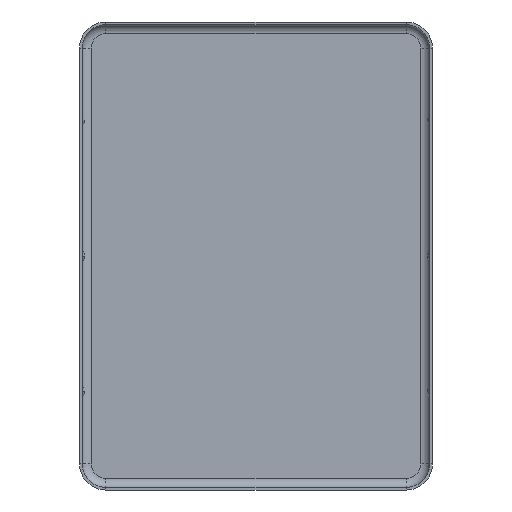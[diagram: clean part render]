
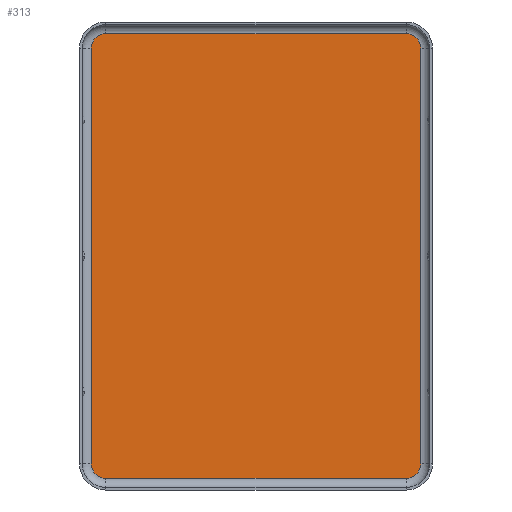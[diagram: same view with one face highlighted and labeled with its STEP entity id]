
A CAD part, front view. The second image highlights one B-rep face of the part: STEP entity #313.
In plain terms, the highlighted planar face has unit normal (0, -1, 0).
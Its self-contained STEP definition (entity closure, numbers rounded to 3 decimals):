
#15 = AXIS2_PLACEMENT_3D ( 'NONE', #1537, #1533, #1828 ) ;
#34 = LINE ( 'NONE', #957, #535 ) ;
#41 = EDGE_CURVE ( 'NONE', #367, #1167, #1299, .T. ) ;
#118 = CARTESIAN_POINT ( 'NONE',  ( -16.6, 0., 24.55 ) ) ;
#130 = CARTESIAN_POINT ( 'NONE',  ( 18.2, 0., 22.95 ) ) ;
#216 = AXIS2_PLACEMENT_3D ( 'NONE', #1023, #461, #469 ) ;
#297 = VERTEX_POINT ( 'NONE', #1355 ) ;
#313 = ADVANCED_FACE ( 'NONE', ( #618 ), #1661, .T. ) ;
#316 = CARTESIAN_POINT ( 'NONE',  ( 16.6, 0., -22.95 ) ) ;
#362 = VERTEX_POINT ( 'NONE', #118 ) ;
#367 = VERTEX_POINT ( 'NONE', #1525 ) ;
#404 = EDGE_LOOP ( 'NONE', ( #636, #634, #1089, #1309, #1071, #607, #1767, #906 ) ) ;
#409 = AXIS2_PLACEMENT_3D ( 'NONE', #316, #880, #1301 ) ;
#427 = CARTESIAN_POINT ( 'NONE',  ( -18.2, 0., -22.95 ) ) ;
#461 = DIRECTION ( 'NONE',  ( 0., 1., 0. ) ) ;
#469 = DIRECTION ( 'NONE',  ( 0., 0., -1. ) ) ;
#490 = VECTOR ( 'NONE', #1666, 1000. ) ;
#501 = AXIS2_PLACEMENT_3D ( 'NONE', #1765, #1772, #1318 ) ;
#505 = CARTESIAN_POINT ( 'NONE',  ( 18.2, 0., 0. ) ) ;
#535 = VECTOR ( 'NONE', #952, 1000. ) ;
#579 = LINE ( 'NONE', #669, #490 ) ;
#607 = ORIENTED_EDGE ( 'NONE', *, *, #1491, .F. ) ;
#618 = FACE_OUTER_BOUND ( 'NONE', #404, .T. ) ;
#634 = ORIENTED_EDGE ( 'NONE', *, *, #41, .F. ) ;
#636 = ORIENTED_EDGE ( 'NONE', *, *, #1306, .F. ) ;
#669 = CARTESIAN_POINT ( 'NONE',  ( 16.6, 0., 24.55 ) ) ;
#729 = AXIS2_PLACEMENT_3D ( 'NONE', #1064, #1621, #1646 ) ;
#741 = EDGE_CURVE ( 'NONE', #1776, #367, #920, .T. ) ;
#807 = EDGE_CURVE ( 'NONE', #1776, #1632, #1596, .T. ) ;
#865 = VERTEX_POINT ( 'NONE', #1376 ) ;
#880 = DIRECTION ( 'NONE',  ( 0., 1., 0. ) ) ;
#906 = ORIENTED_EDGE ( 'NONE', *, *, #1541, .T. ) ;
#913 = EDGE_CURVE ( 'NONE', #1632, #362, #579, .T. ) ;
#920 = LINE ( 'NONE', #505, #1437 ) ;
#950 = VECTOR ( 'NONE', #1649, 1000. ) ;
#952 = DIRECTION ( 'NONE',  ( -1., 0., 0. ) ) ;
#957 = CARTESIAN_POINT ( 'NONE',  ( 16.6, 0., -24.55 ) ) ;
#1023 = CARTESIAN_POINT ( 'NONE',  ( -16.6, 0., 22.95 ) ) ;
#1064 = CARTESIAN_POINT ( 'NONE',  ( 16.6, 0., 22.95 ) ) ;
#1067 = DIRECTION ( 'NONE',  ( 0., 0., -1. ) ) ;
#1071 = ORIENTED_EDGE ( 'NONE', *, *, #913, .T. ) ;
#1082 = CARTESIAN_POINT ( 'NONE',  ( -18.2, 0., 0. ) ) ;
#1089 = ORIENTED_EDGE ( 'NONE', *, *, #741, .F. ) ;
#1167 = VERTEX_POINT ( 'NONE', #1584 ) ;
#1208 = CIRCLE ( 'NONE', #216, 1.6 ) ;
#1292 = CIRCLE ( 'NONE', #501, 1.6 ) ;
#1299 = CIRCLE ( 'NONE', #409, 1.6 ) ;
#1301 = DIRECTION ( 'NONE',  ( 0., 0., 1. ) ) ;
#1306 = EDGE_CURVE ( 'NONE', #1167, #865, #34, .T. ) ;
#1309 = ORIENTED_EDGE ( 'NONE', *, *, #807, .T. ) ;
#1318 = DIRECTION ( 'NONE',  ( 0., 0., 1. ) ) ;
#1355 = CARTESIAN_POINT ( 'NONE',  ( -18.2, 0., 22.95 ) ) ;
#1359 = CARTESIAN_POINT ( 'NONE',  ( 16.6, 0., 24.55 ) ) ;
#1376 = CARTESIAN_POINT ( 'NONE',  ( -16.6, 0., -24.55 ) ) ;
#1437 = VECTOR ( 'NONE', #1067, 1000. ) ;
#1491 = EDGE_CURVE ( 'NONE', #297, #362, #1208, .T. ) ;
#1525 = CARTESIAN_POINT ( 'NONE',  ( 18.2, 0., -22.95 ) ) ;
#1533 = DIRECTION ( 'NONE',  ( 0., -1., 0. ) ) ;
#1537 = CARTESIAN_POINT ( 'NONE',  ( 16.6, 0., -22.95 ) ) ;
#1541 = EDGE_CURVE ( 'NONE', #1741, #865, #1292, .T. ) ;
#1584 = CARTESIAN_POINT ( 'NONE',  ( 16.6, 0., -24.55 ) ) ;
#1596 = CIRCLE ( 'NONE', #729, 1.6 ) ;
#1621 = DIRECTION ( 'NONE',  ( 0., -1., 0. ) ) ;
#1632 = VERTEX_POINT ( 'NONE', #1359 ) ;
#1646 = DIRECTION ( 'NONE',  ( 0., 0., -1. ) ) ;
#1649 = DIRECTION ( 'NONE',  ( 0., 0., -1. ) ) ;
#1661 = PLANE ( 'NONE',  #15 ) ;
#1666 = DIRECTION ( 'NONE',  ( -1., 0., 0. ) ) ;
#1674 = LINE ( 'NONE', #1082, #950 ) ;
#1710 = EDGE_CURVE ( 'NONE', #297, #1741, #1674, .T. ) ;
#1741 = VERTEX_POINT ( 'NONE', #427 ) ;
#1765 = CARTESIAN_POINT ( 'NONE',  ( -16.6, 0., -22.95 ) ) ;
#1767 = ORIENTED_EDGE ( 'NONE', *, *, #1710, .T. ) ;
#1772 = DIRECTION ( 'NONE',  ( 0., -1., 0. ) ) ;
#1776 = VERTEX_POINT ( 'NONE', #130 ) ;
#1828 = DIRECTION ( 'NONE',  ( 0., 0., -1. ) ) ;
